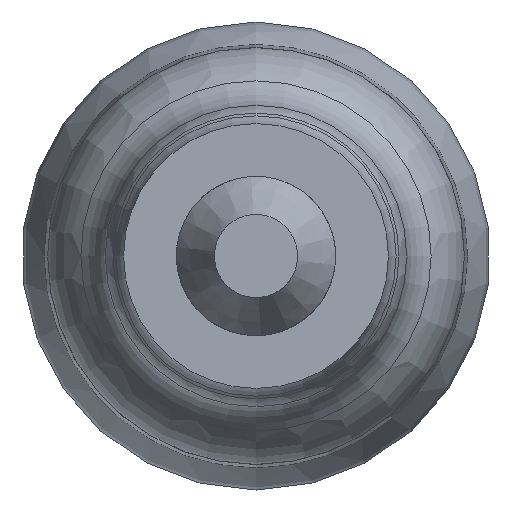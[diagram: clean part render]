
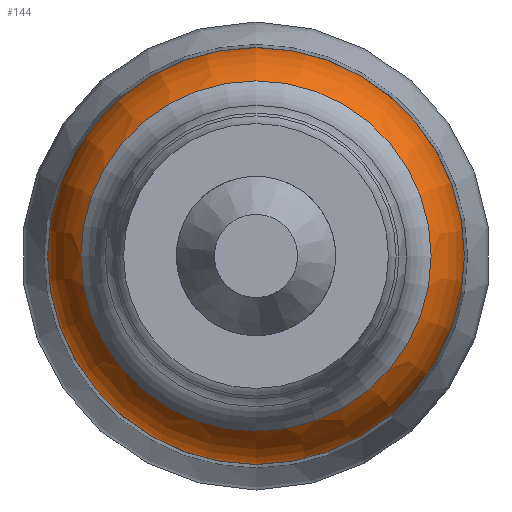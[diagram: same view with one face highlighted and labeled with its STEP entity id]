
A CAD part, left-side view. The second image highlights one B-rep face of the part: STEP entity #144.
In plain terms, the highlighted toroidal (fillet/blend) face has major radius 0.343 mm and minor radius 0.483 mm.
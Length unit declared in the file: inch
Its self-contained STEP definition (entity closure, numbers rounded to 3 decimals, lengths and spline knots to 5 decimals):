
#3 = EDGE_CURVE ( 'NONE', #136, #136, #5, .T. ) ;
#5 = CIRCLE ( 'NONE', #93, 0.0325 ) ;
#21 = EDGE_LOOP ( 'NONE', ( #367 ) ) ;
#38 = DIRECTION ( 'NONE',  ( 0., 0., 1. ) ) ;
#49 = DIRECTION ( 'NONE',  ( 0., 0., 1. ) ) ;
#57 = TOROIDAL_SURFACE ( 'NONE', #147, 0.0135, 0.019 ) ;
#74 = CARTESIAN_POINT ( 'NONE',  ( 0.10161, 0., 0.02732 ) ) ;
#86 = FACE_OUTER_BOUND ( 'NONE', #21, .T. ) ;
#93 = AXIS2_PLACEMENT_3D ( 'NONE', #200, #237, #49 ) ;
#136 = VERTEX_POINT ( 'NONE', #161 ) ;
#144 = ADVANCED_FACE ( 'NONE', ( #328, #86 ), #57, .T. ) ;
#146 = CARTESIAN_POINT ( 'NONE',  ( 0.11465, 0., 0. ) ) ;
#147 = AXIS2_PLACEMENT_3D ( 'NONE', #146, #207, #303 ) ;
#154 = AXIS2_PLACEMENT_3D ( 'NONE', #365, #313, #38 ) ;
#161 = CARTESIAN_POINT ( 'NONE',  ( 0.11463, 0., 0.0325 ) ) ;
#200 = CARTESIAN_POINT ( 'NONE',  ( 0.11463, 0., 0. ) ) ;
#207 = DIRECTION ( 'NONE',  ( -1., 0., 0. ) ) ;
#225 = ORIENTED_EDGE ( 'NONE', *, *, #3, .T. ) ;
#237 = DIRECTION ( 'NONE',  ( -1., 0., 0. ) ) ;
#262 = EDGE_LOOP ( 'NONE', ( #225 ) ) ;
#303 = DIRECTION ( 'NONE',  ( 0., 0., 1. ) ) ;
#313 = DIRECTION ( 'NONE',  ( -1., 0., 0. ) ) ;
#326 = VERTEX_POINT ( 'NONE', #74 ) ;
#328 = FACE_OUTER_BOUND ( 'NONE', #262, .T. ) ;
#332 = CIRCLE ( 'NONE', #154, 0.02732 ) ;
#359 = EDGE_CURVE ( 'NONE', #326, #326, #332, .T. ) ;
#365 = CARTESIAN_POINT ( 'NONE',  ( 0.10161, 0., 0. ) ) ;
#367 = ORIENTED_EDGE ( 'NONE', *, *, #359, .F. ) ;
